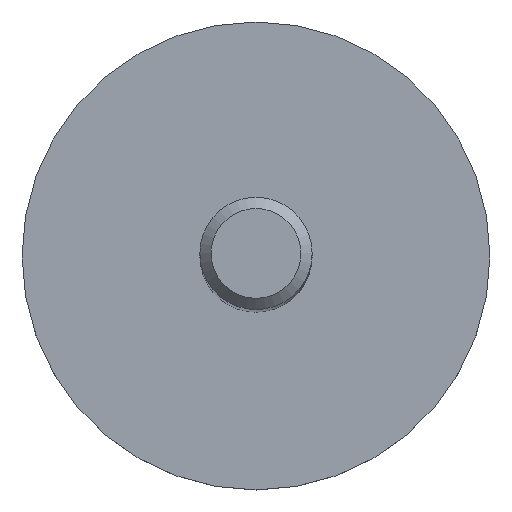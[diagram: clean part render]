
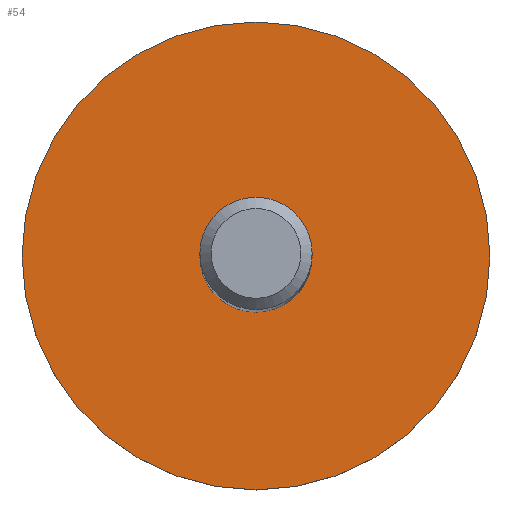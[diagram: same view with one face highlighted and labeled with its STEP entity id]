
A CAD part, top view. The second image highlights one B-rep face of the part: STEP entity #54.
In plain terms, the highlighted planar face has unit normal (0, 0, 1).
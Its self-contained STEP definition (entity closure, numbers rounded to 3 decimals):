
#20 = PLANE ( 'NONE',  #69 ) ;
#22 = DIRECTION ( 'NONE',  ( 0., 1., 0. ) ) ;
#23 = CARTESIAN_POINT ( 'NONE',  ( 0., 12.5, 2. ) ) ;
#54 = ADVANCED_FACE ( 'NONE', ( #178 ), #20, .F. ) ;
#69 = AXIS2_PLACEMENT_3D ( 'NONE', #72, #163, #22 ) ;
#71 = VERTEX_POINT ( 'NONE', #23 ) ;
#72 = CARTESIAN_POINT ( 'NONE',  ( 0., 0., 2. ) ) ;
#106 = AXIS2_PLACEMENT_3D ( 'NONE', #108, #143, #125 ) ;
#108 = CARTESIAN_POINT ( 'NONE',  ( 0., 0., 2. ) ) ;
#112 = ORIENTED_EDGE ( 'NONE', *, *, #144, .F. ) ;
#119 = EDGE_LOOP ( 'NONE', ( #112 ) ) ;
#125 = DIRECTION ( 'NONE',  ( 0., 1., 0. ) ) ;
#143 = DIRECTION ( 'NONE',  ( 0., 0., -1. ) ) ;
#144 = EDGE_CURVE ( 'NONE', #71, #71, #195, .T. ) ;
#163 = DIRECTION ( 'NONE',  ( 0., 0., -1. ) ) ;
#178 = FACE_OUTER_BOUND ( 'NONE', #119, .T. ) ;
#195 = CIRCLE ( 'NONE', #106, 12.5 ) ;
